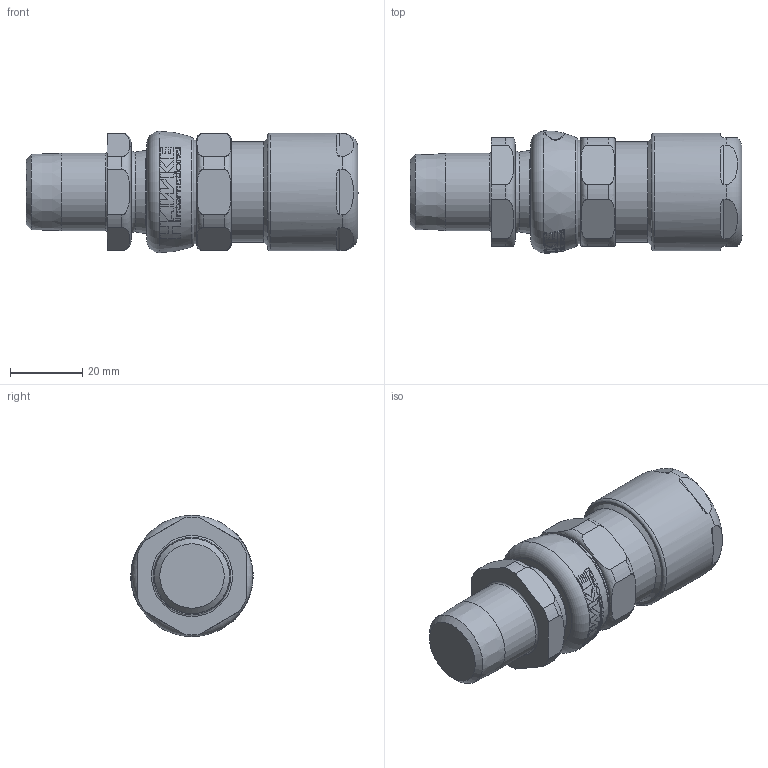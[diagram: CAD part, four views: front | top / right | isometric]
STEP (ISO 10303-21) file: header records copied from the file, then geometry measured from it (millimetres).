
FILE_DESCRIPTION(/* description */ (''),/* implementation_level */ '2;1');
FILE_NAME(/* name */ '753_X A_1_2_NPT.stp',/* time_stamp */ '2019-08-13T08:11:30+06:00',/* author */ ('jgandhi'),/* organization */ (''),/* preprocessor_version */ 'ST-DEVELOPER v17',/* originating_system */ 'Autodesk Inventor 2018',/* authorisation */ '');
FILE_SCHEMA (('AUTOMOTIVE_DESIGN { 1 0 10303 214 3 1 1 }'));
Length unit declared in the file: millimetre
Products named in the file (1): 753_X A_1_2_NPT
Bounding box: 91.69 x 33.8 x 33.5 mm (x, y, z)
Volume: 95932.6 mm3; surface area: 29763.8 mm2
Topology: 11 solids, 11 shells, 825 faces, 2349 edges, 1581 vertices
Faces by surface type: plane 296, torus 188, bspline 152, cylinder 110, cone 77, sphere 2
Full cylindrical faces by diameter (mm): 0.6 x6, 14.1 x1, 14.3 x1, 16.9 x2, 19.2 x1, 19.4 x1, 21 x1, 21.2 x1, 21.34 x1, 22.26 x1, 23 x3, 23.26 x1, 23.5 x1, 24.5 x1, 25.32 x1, 27.7 x1, 28.5 x1, 28.55 x1, 30 x1, 32.5 x1
Entity records: 33019 total; most frequent: CARTESIAN_POINT 12078, ORIENTED_EDGE 4694, DIRECTION 3623, EDGE_CURVE 2347, VERTEX_POINT 1581, AXIS2_PLACEMENT_3D 1464, EDGE_LOOP 868, FACE_OUTER_BOUND 825
